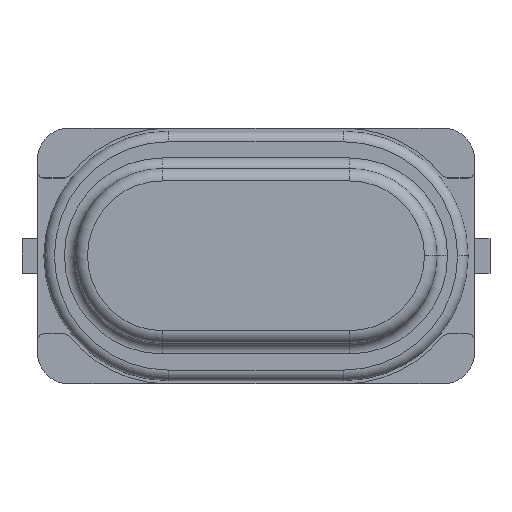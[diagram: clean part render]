
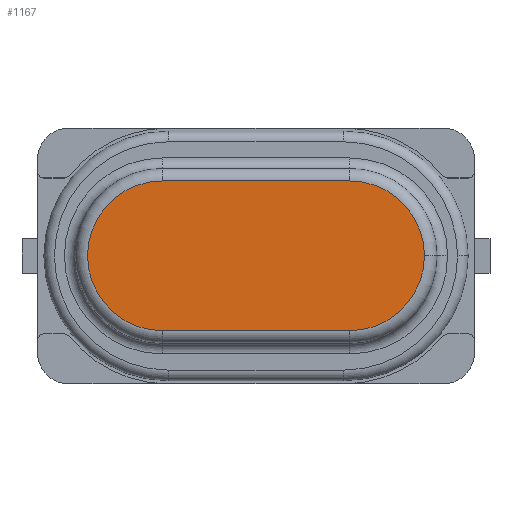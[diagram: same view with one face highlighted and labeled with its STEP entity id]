
A CAD part, top view. The second image highlights one B-rep face of the part: STEP entity #1167.
In plain terms, the highlighted planar face has unit normal (0, 0, 1).
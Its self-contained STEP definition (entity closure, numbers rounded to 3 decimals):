
#205 = EDGE_CURVE ( 'NONE', #1609, #5559, #4771, .T. ) ;
#292 = VECTOR ( 'NONE', #4837, 1000. ) ;
#384 = DIRECTION ( 'NONE',  ( -1., 0., 0. ) ) ;
#386 = DIRECTION ( 'NONE',  ( 0., 0., 1. ) ) ;
#417 = DIRECTION ( 'NONE',  ( 0., 0., 1. ) ) ;
#604 = EDGE_CURVE ( 'NONE', #3006, #6230, #6510, .T. ) ;
#827 = DIRECTION ( 'NONE',  ( 0., 0., 1. ) ) ;
#831 = EDGE_CURVE ( 'NONE', #5559, #3006, #3172, .T. ) ;
#849 = DIRECTION ( 'NONE',  ( 1., 0., 0. ) ) ;
#860 = EDGE_CURVE ( 'NONE', #6064, #1609, #5084, .T. ) ;
#875 = FACE_OUTER_BOUND ( 'NONE', #1347, .T. ) ;
#1133 = ORIENTED_EDGE ( 'NONE', *, *, #205, .T. ) ;
#1167 = ADVANCED_FACE ( 'NONE', ( #875 ), #6342, .T. ) ;
#1347 = EDGE_LOOP ( 'NONE', ( #5363, #1133, #5109, #1855, #5483 ) ) ;
#1463 = CARTESIAN_POINT ( 'NONE',  ( 1.5, 0., 2.1 ) ) ;
#1545 = EDGE_CURVE ( 'NONE', #6230, #6064, #5894, .T. ) ;
#1609 = VERTEX_POINT ( 'NONE', #2972 ) ;
#1855 = ORIENTED_EDGE ( 'NONE', *, *, #604, .T. ) ;
#2086 = CARTESIAN_POINT ( 'NONE',  ( 0., 0., 2.1 ) ) ;
#2935 = CARTESIAN_POINT ( 'NONE',  ( -1.5, -1.2, 2.1 ) ) ;
#2972 = CARTESIAN_POINT ( 'NONE',  ( 1.5, -1.2, 2.1 ) ) ;
#3006 = VERTEX_POINT ( 'NONE', #6030 ) ;
#3068 = CARTESIAN_POINT ( 'NONE',  ( -1.5, 1.2, 2.1 ) ) ;
#3103 = DIRECTION ( 'NONE',  ( 1., 0., 0. ) ) ;
#3172 = CIRCLE ( 'NONE', #4528, 1.2 ) ;
#3539 = CARTESIAN_POINT ( 'NONE',  ( 2.7, 0., 2.1 ) ) ;
#3710 = DIRECTION ( 'NONE',  ( 1., 0., 0. ) ) ;
#4053 = CARTESIAN_POINT ( 'NONE',  ( 1.5, 0., 2.1 ) ) ;
#4123 = CARTESIAN_POINT ( 'NONE',  ( -1.5, 1.2, 2.1 ) ) ;
#4328 = CARTESIAN_POINT ( 'NONE',  ( 1.5, -1.2, 2.1 ) ) ;
#4528 = AXIS2_PLACEMENT_3D ( 'NONE', #1463, #386, #3710 ) ;
#4576 = CARTESIAN_POINT ( 'NONE',  ( -1.5, 0., 2.1 ) ) ;
#4664 = DIRECTION ( 'NONE',  ( 0., 0., 1. ) ) ;
#4771 = CIRCLE ( 'NONE', #6578, 1.2 ) ;
#4837 = DIRECTION ( 'NONE',  ( 1., 0., 0. ) ) ;
#5084 = LINE ( 'NONE', #4328, #292 ) ;
#5109 = ORIENTED_EDGE ( 'NONE', *, *, #831, .T. ) ;
#5352 = AXIS2_PLACEMENT_3D ( 'NONE', #4576, #4664, #5737 ) ;
#5363 = ORIENTED_EDGE ( 'NONE', *, *, #860, .T. ) ;
#5483 = ORIENTED_EDGE ( 'NONE', *, *, #1545, .T. ) ;
#5559 = VERTEX_POINT ( 'NONE', #3539 ) ;
#5737 = DIRECTION ( 'NONE',  ( 1., 0., 0. ) ) ;
#5842 = VECTOR ( 'NONE', #384, 1000. ) ;
#5894 = CIRCLE ( 'NONE', #5352, 1.2 ) ;
#6030 = CARTESIAN_POINT ( 'NONE',  ( 1.5, 1.2, 2.1 ) ) ;
#6064 = VERTEX_POINT ( 'NONE', #2935 ) ;
#6230 = VERTEX_POINT ( 'NONE', #4123 ) ;
#6342 = PLANE ( 'NONE',  #6886 ) ;
#6510 = LINE ( 'NONE', #3068, #5842 ) ;
#6578 = AXIS2_PLACEMENT_3D ( 'NONE', #4053, #827, #849 ) ;
#6886 = AXIS2_PLACEMENT_3D ( 'NONE', #2086, #417, #3103 ) ;
